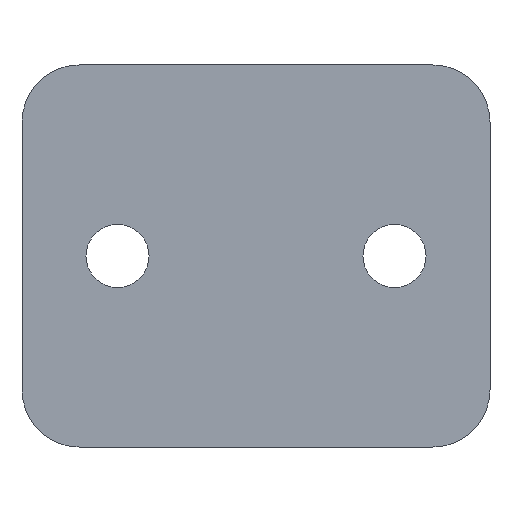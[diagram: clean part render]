
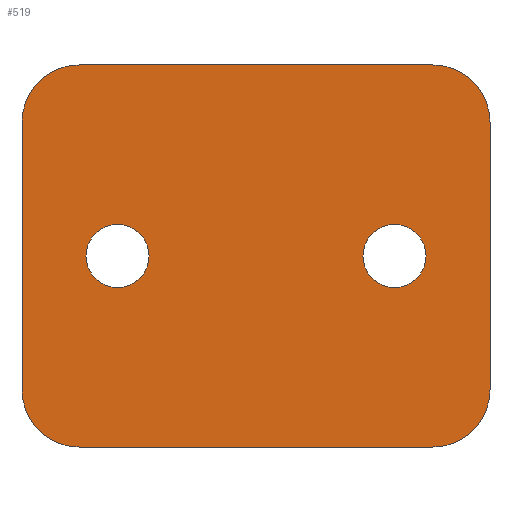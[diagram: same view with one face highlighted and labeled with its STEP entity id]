
A CAD part, front view. The second image highlights one B-rep face of the part: STEP entity #519.
In plain terms, the highlighted planar face has unit normal (0, -1, 0).
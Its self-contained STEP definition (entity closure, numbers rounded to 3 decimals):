
#22 = VERTEX_POINT ( 'NONE', #893 ) ;
#28 = LINE ( 'NONE', #914, #479 ) ;
#36 = VECTOR ( 'NONE', #1173, 1000. ) ;
#47 = CARTESIAN_POINT ( 'NONE',  ( 7.25, -5., 11.65 ) ) ;
#68 = CARTESIAN_POINT ( 'NONE',  ( 9.25, -5., 3. ) ) ;
#75 = DIRECTION ( 'NONE',  ( 0., 0., -1. ) ) ;
#111 = VERTEX_POINT ( 'NONE', #796 ) ;
#120 = VECTOR ( 'NONE', #994, 1000. ) ;
#126 = EDGE_CURVE ( 'NONE', #954, #271, #815, .T. ) ;
#129 = CARTESIAN_POINT ( 'NONE',  ( -12.25, -5., 3. ) ) ;
#148 = VERTEX_POINT ( 'NONE', #527 ) ;
#149 = ORIENTED_EDGE ( 'NONE', *, *, #586, .T. ) ;
#173 = DIRECTION ( 'NONE',  ( 0., 0., 1. ) ) ;
#193 = CIRCLE ( 'NONE', #948, 3. ) ;
#194 = CIRCLE ( 'NONE', #537, 3. ) ;
#218 = VERTEX_POINT ( 'NONE', #47 ) ;
#222 = DIRECTION ( 'NONE',  ( 0., -1., 0. ) ) ;
#230 = VECTOR ( 'NONE', #75, 1000. ) ;
#245 = DIRECTION ( 'NONE',  ( 0., 1., 0. ) ) ;
#256 = CARTESIAN_POINT ( 'NONE',  ( 7.25, -5., 8.35 ) ) ;
#270 = CARTESIAN_POINT ( 'NONE',  ( -9.25, -5., 3. ) ) ;
#271 = VERTEX_POINT ( 'NONE', #623 ) ;
#275 = LINE ( 'NONE', #644, #120 ) ;
#276 = CARTESIAN_POINT ( 'NONE',  ( -12.25, -5., 20. ) ) ;
#280 = FACE_BOUND ( 'NONE', #717, .T. ) ;
#288 = CIRCLE ( 'NONE', #1027, 3. ) ;
#297 = CARTESIAN_POINT ( 'NONE',  ( 12.25, -5., 17. ) ) ;
#309 = AXIS2_PLACEMENT_3D ( 'NONE', #645, #999, #374 ) ;
#310 = CIRCLE ( 'NONE', #968, 3. ) ;
#339 = CARTESIAN_POINT ( 'NONE',  ( -7.25, -5., 11.65 ) ) ;
#367 = DIRECTION ( 'NONE',  ( 0., -1., 0. ) ) ;
#373 = ORIENTED_EDGE ( 'NONE', *, *, #665, .T. ) ;
#374 = DIRECTION ( 'NONE',  ( 0., 0., 1. ) ) ;
#376 = ORIENTED_EDGE ( 'NONE', *, *, #1107, .F. ) ;
#437 = DIRECTION ( 'NONE',  ( 0., -1., 0. ) ) ;
#439 = DIRECTION ( 'NONE',  ( 0., 0., 1. ) ) ;
#453 = FACE_BOUND ( 'NONE', #486, .T. ) ;
#473 = EDGE_CURVE ( 'NONE', #732, #111, #193, .T. ) ;
#479 = VECTOR ( 'NONE', #919, 1000. ) ;
#486 = EDGE_LOOP ( 'NONE', ( #745, #936 ) ) ;
#492 = CARTESIAN_POINT ( 'NONE',  ( -7.25, -5., 10. ) ) ;
#493 = ORIENTED_EDGE ( 'NONE', *, *, #1049, .T. ) ;
#494 = ORIENTED_EDGE ( 'NONE', *, *, #473, .T. ) ;
#495 = CARTESIAN_POINT ( 'NONE',  ( 12.25, -5., 3. ) ) ;
#508 = EDGE_CURVE ( 'NONE', #218, #939, #748, .T. ) ;
#519 = ADVANCED_FACE ( 'NONE', ( #453, #280, #637 ), #535, .F. ) ;
#527 = CARTESIAN_POINT ( 'NONE',  ( 9.25, -5., 20. ) ) ;
#529 = DIRECTION ( 'NONE',  ( 0., 1., 0. ) ) ;
#535 = PLANE ( 'NONE',  #309 ) ;
#537 = AXIS2_PLACEMENT_3D ( 'NONE', #1126, #222, #670 ) ;
#559 = ORIENTED_EDGE ( 'NONE', *, *, #1040, .T. ) ;
#586 = EDGE_CURVE ( 'NONE', #111, #844, #1096, .T. ) ;
#610 = CARTESIAN_POINT ( 'NONE',  ( 7.25, -5., 10. ) ) ;
#623 = CARTESIAN_POINT ( 'NONE',  ( -7.25, -5., 8.35 ) ) ;
#626 = CARTESIAN_POINT ( 'NONE',  ( -9.25, -5., 17. ) ) ;
#635 = LINE ( 'NONE', #1068, #36 ) ;
#637 = FACE_OUTER_BOUND ( 'NONE', #1000, .T. ) ;
#639 = CIRCLE ( 'NONE', #798, 1.65 ) ;
#644 = CARTESIAN_POINT ( 'NONE',  ( -12.25, -5., 20. ) ) ;
#645 = CARTESIAN_POINT ( 'NONE',  ( -12.25, -5., 20. ) ) ;
#655 = EDGE_CURVE ( 'NONE', #271, #954, #700, .T. ) ;
#657 = DIRECTION ( 'NONE',  ( 0., 0., 1. ) ) ;
#665 = EDGE_CURVE ( 'NONE', #22, #819, #28, .T. ) ;
#670 = DIRECTION ( 'NONE',  ( 0., 0., 1. ) ) ;
#700 = CIRCLE ( 'NONE', #842, 1.65 ) ;
#716 = CARTESIAN_POINT ( 'NONE',  ( 7.25, -5., 10. ) ) ;
#717 = EDGE_LOOP ( 'NONE', ( #1048, #559 ) ) ;
#732 = VERTEX_POINT ( 'NONE', #996 ) ;
#745 = ORIENTED_EDGE ( 'NONE', *, *, #126, .T. ) ;
#748 = CIRCLE ( 'NONE', #1094, 1.65 ) ;
#772 = EDGE_CURVE ( 'NONE', #844, #22, #288, .T. ) ;
#796 = CARTESIAN_POINT ( 'NONE',  ( -12.25, -5., 17. ) ) ;
#798 = AXIS2_PLACEMENT_3D ( 'NONE', #610, #245, #967 ) ;
#800 = DIRECTION ( 'NONE',  ( 0., 0., 1. ) ) ;
#811 = DIRECTION ( 'NONE',  ( 0., 0., 1. ) ) ;
#815 = CIRCLE ( 'NONE', #1005, 1.65 ) ;
#819 = VERTEX_POINT ( 'NONE', #1010 ) ;
#842 = AXIS2_PLACEMENT_3D ( 'NONE', #492, #853, #657 ) ;
#844 = VERTEX_POINT ( 'NONE', #129 ) ;
#845 = VERTEX_POINT ( 'NONE', #495 ) ;
#853 = DIRECTION ( 'NONE',  ( 0., 1., 0. ) ) ;
#859 = VERTEX_POINT ( 'NONE', #297 ) ;
#876 = DIRECTION ( 'NONE',  ( 0., -1., 0. ) ) ;
#893 = CARTESIAN_POINT ( 'NONE',  ( -9.25, -5., 0. ) ) ;
#901 = EDGE_CURVE ( 'NONE', #859, #148, #194, .T. ) ;
#914 = CARTESIAN_POINT ( 'NONE',  ( -12.25, -5., 0. ) ) ;
#919 = DIRECTION ( 'NONE',  ( 1., 0., 0. ) ) ;
#936 = ORIENTED_EDGE ( 'NONE', *, *, #655, .T. ) ;
#939 = VERTEX_POINT ( 'NONE', #256 ) ;
#948 = AXIS2_PLACEMENT_3D ( 'NONE', #626, #876, #800 ) ;
#954 = VERTEX_POINT ( 'NONE', #339 ) ;
#967 = DIRECTION ( 'NONE',  ( 0., 0., 1. ) ) ;
#968 = AXIS2_PLACEMENT_3D ( 'NONE', #68, #437, #811 ) ;
#989 = ORIENTED_EDGE ( 'NONE', *, *, #901, .T. ) ;
#994 = DIRECTION ( 'NONE',  ( 1., 0., 0. ) ) ;
#996 = CARTESIAN_POINT ( 'NONE',  ( -9.25, -5., 20. ) ) ;
#999 = DIRECTION ( 'NONE',  ( 0., 1., 0. ) ) ;
#1000 = EDGE_LOOP ( 'NONE', ( #1029, #494, #149, #1052, #373, #493, #376, #989 ) ) ;
#1005 = AXIS2_PLACEMENT_3D ( 'NONE', #1149, #1060, #1066 ) ;
#1010 = CARTESIAN_POINT ( 'NONE',  ( 9.25, -5., 0. ) ) ;
#1027 = AXIS2_PLACEMENT_3D ( 'NONE', #270, #367, #173 ) ;
#1029 = ORIENTED_EDGE ( 'NONE', *, *, #1134, .F. ) ;
#1040 = EDGE_CURVE ( 'NONE', #939, #218, #639, .T. ) ;
#1048 = ORIENTED_EDGE ( 'NONE', *, *, #508, .T. ) ;
#1049 = EDGE_CURVE ( 'NONE', #819, #845, #310, .T. ) ;
#1052 = ORIENTED_EDGE ( 'NONE', *, *, #772, .T. ) ;
#1060 = DIRECTION ( 'NONE',  ( 0., 1., 0. ) ) ;
#1066 = DIRECTION ( 'NONE',  ( 0., 0., 1. ) ) ;
#1068 = CARTESIAN_POINT ( 'NONE',  ( 12.25, -5., 20. ) ) ;
#1094 = AXIS2_PLACEMENT_3D ( 'NONE', #716, #529, #439 ) ;
#1096 = LINE ( 'NONE', #276, #230 ) ;
#1107 = EDGE_CURVE ( 'NONE', #859, #845, #635, .T. ) ;
#1126 = CARTESIAN_POINT ( 'NONE',  ( 9.25, -5., 17. ) ) ;
#1134 = EDGE_CURVE ( 'NONE', #732, #148, #275, .T. ) ;
#1149 = CARTESIAN_POINT ( 'NONE',  ( -7.25, -5., 10. ) ) ;
#1173 = DIRECTION ( 'NONE',  ( 0., 0., -1. ) ) ;
